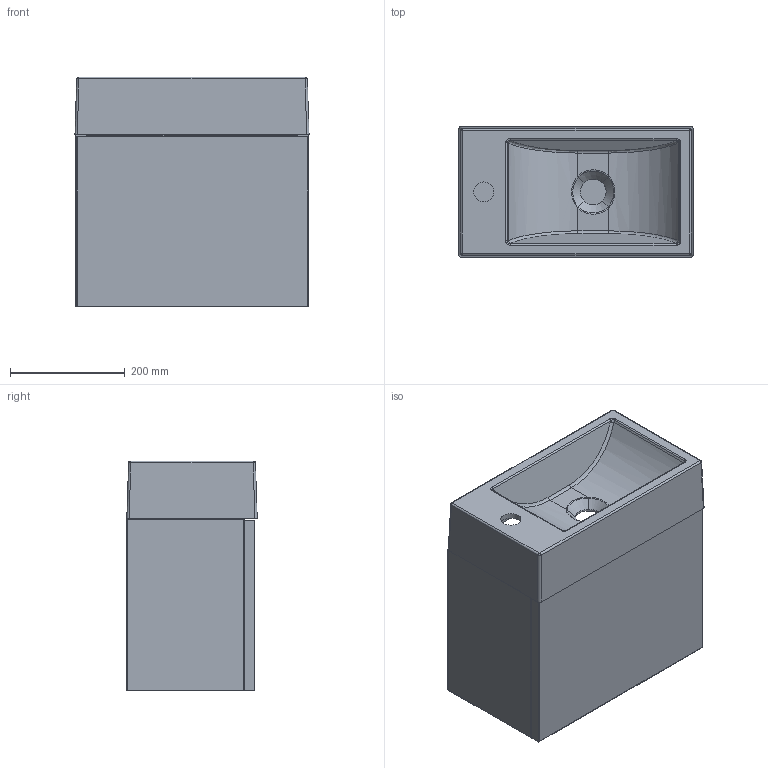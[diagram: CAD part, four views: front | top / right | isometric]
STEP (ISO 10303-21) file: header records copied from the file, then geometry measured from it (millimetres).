
FILE_DESCRIPTION(/* description */ (''),/* implementation_level */ '2;1');
FILE_NAME(/* name */ 'Faro+т.stp',/* time_stamp */ '2025-08-01T13:15:35+03:00',/* author */ ('ya'),/* organization */ (''),/* preprocessor_version */ 'ST-DEVELOPER v18.1',/* originating_system */ 'Autodesk Inventor 2022',/* authorisation */ '');
FILE_SCHEMA (('AUTOMOTIVE_DESIGN { 1 0 10303 214 3 1 1 }'));
Length unit declared in the file: millimetre
Products named in the file (3): Сборка5; Faro; faron
Assembly tree (2 placements, depth 2):
  Сборка5
    Faro
    faron
Bounding box: 407.89 x 227.17 x 400 mm (x, y, z)
Volume: 8615847.9 mm3; surface area: 1444752.4 mm2
Topology: 14 solids, 14 shells, 233 faces, 552 edges, 334 vertices
Faces by surface type: plane 124, bspline 62, cylinder 39, torus 4, cone 4
Full cylindrical faces by diameter (mm): 35 x1, 45 x1
Entity records: 14482 total; most frequent: CARTESIAN_POINT 9405, ORIENTED_EDGE 1092, DIRECTION 910, EDGE_CURVE 546, VERTEX_POINT 334, LINE 324, VECTOR 324, AXIS2_PLACEMENT_3D 293
